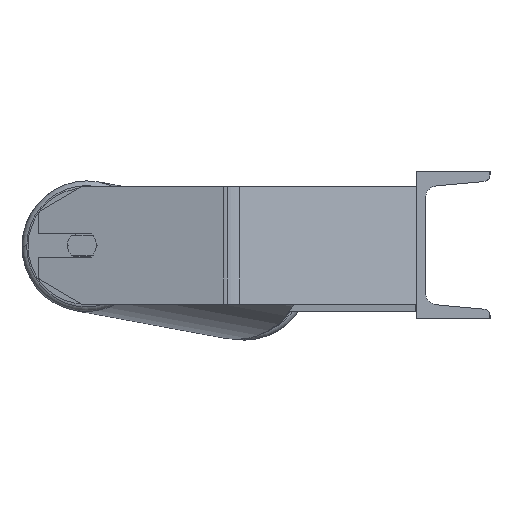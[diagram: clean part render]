
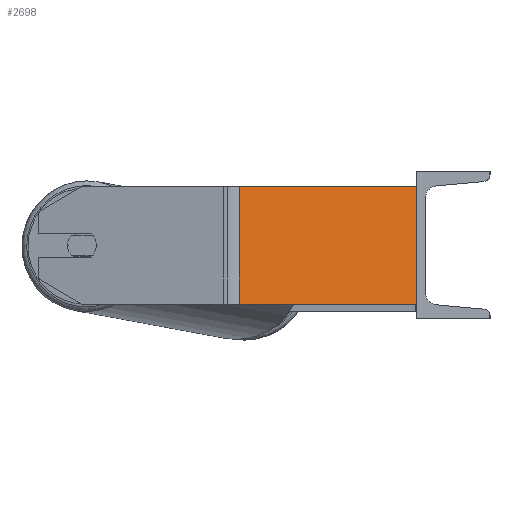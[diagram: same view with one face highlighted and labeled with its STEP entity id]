
A CAD part, left-side view. The second image highlights one B-rep face of the part: STEP entity #2698.
In plain terms, the highlighted planar face has unit normal (-0.866, -0.5, 0).
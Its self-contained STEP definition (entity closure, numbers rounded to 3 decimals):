
#127 = EDGE_CURVE ( 'NONE', #5162, #5271, #165, .T. ) ;
#165 = LINE ( 'NONE', #2341, #6737 ) ;
#247 = LINE ( 'NONE', #8886, #1666 ) ;
#260 = CARTESIAN_POINT ( 'NONE',  ( -885., 0., 40. ) ) ;
#298 = VERTEX_POINT ( 'NONE', #6892 ) ;
#401 = FACE_OUTER_BOUND ( 'NONE', #6503, .T. ) ;
#921 = LINE ( 'NONE', #260, #7368 ) ;
#1666 = VECTOR ( 'NONE', #8928, 1000. ) ;
#1754 = ORIENTED_EDGE ( 'NONE', *, *, #127, .T. ) ;
#1836 = CARTESIAN_POINT ( 'NONE',  ( -957.634, 125.807, 40. ) ) ;
#2212 = ORIENTED_EDGE ( 'NONE', *, *, #8365, .T. ) ;
#2341 = CARTESIAN_POINT ( 'NONE',  ( -954.723, 120.763, 40. ) ) ;
#2698 = ADVANCED_FACE ( 'NONE', ( #401 ), #5343, .F. ) ;
#3373 = CARTESIAN_POINT ( 'NONE',  ( -954.723, 120.763, 40. ) ) ;
#3973 = EDGE_CURVE ( 'NONE', #5372, #298, #921, .T. ) ;
#4244 = AXIS2_PLACEMENT_3D ( 'NONE', #1836, #4640, #4933 ) ;
#4393 = LINE ( 'NONE', #6623, #7997 ) ;
#4640 = DIRECTION ( 'NONE',  ( 0.866, 0.5, 0. ) ) ;
#4933 = DIRECTION ( 'NONE',  ( -0.5, 0.866, 0. ) ) ;
#5162 = VERTEX_POINT ( 'NONE', #3373 ) ;
#5227 = CARTESIAN_POINT ( 'NONE',  ( -885., 0., 40. ) ) ;
#5271 = VERTEX_POINT ( 'NONE', #7087 ) ;
#5343 = PLANE ( 'NONE',  #4244 ) ;
#5372 = VERTEX_POINT ( 'NONE', #5227 ) ;
#5399 = EDGE_CURVE ( 'NONE', #5162, #5372, #4393, .T. ) ;
#5812 = DIRECTION ( 'NONE',  ( 0., 0., -1. ) ) ;
#5896 = DIRECTION ( 'NONE',  ( 0., 0., -1. ) ) ;
#6225 = ORIENTED_EDGE ( 'NONE', *, *, #5399, .F. ) ;
#6503 = EDGE_LOOP ( 'NONE', ( #2212, #6660, #6225, #1754 ) ) ;
#6623 = CARTESIAN_POINT ( 'NONE',  ( -957.634, 125.807, 40. ) ) ;
#6660 = ORIENTED_EDGE ( 'NONE', *, *, #3973, .F. ) ;
#6737 = VECTOR ( 'NONE', #5896, 1000. ) ;
#6892 = CARTESIAN_POINT ( 'NONE',  ( -885., 0., -40. ) ) ;
#7087 = CARTESIAN_POINT ( 'NONE',  ( -954.723, 120.763, -40. ) ) ;
#7368 = VECTOR ( 'NONE', #5812, 1000. ) ;
#7997 = VECTOR ( 'NONE', #8664, 1000. ) ;
#8365 = EDGE_CURVE ( 'NONE', #5271, #298, #247, .T. ) ;
#8664 = DIRECTION ( 'NONE',  ( 0.5, -0.866, 0. ) ) ;
#8886 = CARTESIAN_POINT ( 'NONE',  ( -957.634, 125.807, -40. ) ) ;
#8928 = DIRECTION ( 'NONE',  ( 0.5, -0.866, 0. ) ) ;
